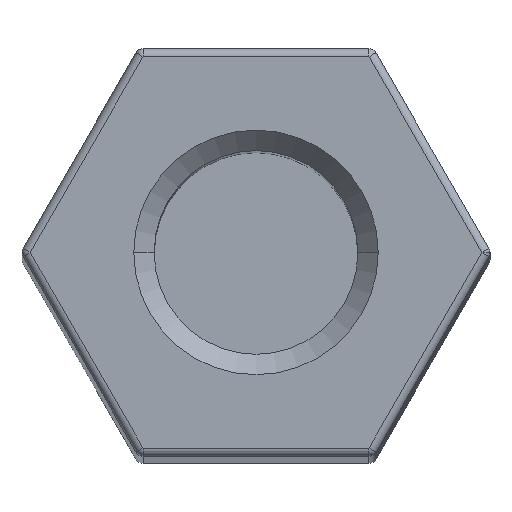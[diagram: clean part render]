
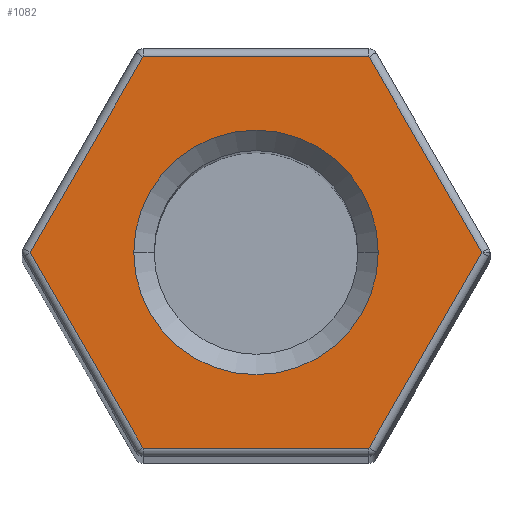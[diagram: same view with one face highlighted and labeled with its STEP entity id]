
A CAD part, top view. The second image highlights one B-rep face of the part: STEP entity #1082.
In plain terms, the highlighted planar face has unit normal (0, 0, 1).
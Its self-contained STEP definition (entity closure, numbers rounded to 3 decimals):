
#21 = CARTESIAN_POINT ( 'NONE',  ( -2.8, -0.05, 50. ) ) ;
#43 = ORIENTED_EDGE ( 'NONE', *, *, #275, .T. ) ;
#46 = CARTESIAN_POINT ( 'NONE',  ( -1.5, 0., 50. ) ) ;
#86 = VERTEX_POINT ( 'NONE', #636 ) ;
#87 = AXIS2_PLACEMENT_3D ( 'NONE', #627, #623, #562 ) ;
#90 = CIRCLE ( 'NONE', #87, 1.5 ) ;
#93 = CIRCLE ( 'NONE', #130, 1.5 ) ;
#115 = DIRECTION ( 'NONE',  ( 1., 0., 0. ) ) ;
#123 = VERTEX_POINT ( 'NONE', #474 ) ;
#129 = LINE ( 'NONE', #843, #660 ) ;
#130 = AXIS2_PLACEMENT_3D ( 'NONE', #544, #981, #1068 ) ;
#149 = EDGE_CURVE ( 'NONE', #86, #316, #93, .T. ) ;
#223 = DIRECTION ( 'NONE',  ( 0., 0., 1. ) ) ;
#228 = PLANE ( 'NONE',  #1307 ) ;
#236 = ORIENTED_EDGE ( 'NONE', *, *, #149, .T. ) ;
#261 = EDGE_LOOP ( 'NONE', ( #1354, #822, #43, #1150, #903, #990 ) ) ;
#267 = EDGE_CURVE ( 'NONE', #1269, #935, #472, .T. ) ;
#272 = EDGE_CURVE ( 'NONE', #935, #973, #964, .T. ) ;
#275 = EDGE_CURVE ( 'NONE', #973, #482, #690, .T. ) ;
#279 = EDGE_CURVE ( 'NONE', #482, #123, #129, .T. ) ;
#288 = EDGE_CURVE ( 'NONE', #123, #348, #395, .T. ) ;
#293 = EDGE_CURVE ( 'NONE', #348, #1269, #1154, .T. ) ;
#295 = EDGE_CURVE ( 'NONE', #316, #86, #90, .T. ) ;
#312 = DIRECTION ( 'NONE',  ( -1., 0., 0. ) ) ;
#316 = VERTEX_POINT ( 'NONE', #46 ) ;
#344 = CARTESIAN_POINT ( 'NONE',  ( 2.887, 0., 50. ) ) ;
#348 = VERTEX_POINT ( 'NONE', #380 ) ;
#353 = VECTOR ( 'NONE', #355, 1000. ) ;
#355 = DIRECTION ( 'NONE',  ( -0.5, 0.866, 0. ) ) ;
#380 = CARTESIAN_POINT ( 'NONE',  ( 2.771, 0., 50. ) ) ;
#395 = LINE ( 'NONE', #1142, #908 ) ;
#401 = FACE_BOUND ( 'NONE', #1168, .T. ) ;
#434 = VECTOR ( 'NONE', #726, 1000. ) ;
#472 = LINE ( 'NONE', #476, #936 ) ;
#474 = CARTESIAN_POINT ( 'NONE',  ( 1.386, -2.4, 50. ) ) ;
#476 = CARTESIAN_POINT ( 'NONE',  ( -1.443, 2.4, 50. ) ) ;
#482 = VERTEX_POINT ( 'NONE', #1332 ) ;
#544 = CARTESIAN_POINT ( 'NONE',  ( 0., 0., 50. ) ) ;
#562 = DIRECTION ( 'NONE',  ( 1., 0., 0. ) ) ;
#623 = DIRECTION ( 'NONE',  ( 0., 0., -1. ) ) ;
#627 = CARTESIAN_POINT ( 'NONE',  ( 0., 0., 50. ) ) ;
#636 = CARTESIAN_POINT ( 'NONE',  ( 1.5, 0., 50. ) ) ;
#637 = DIRECTION ( 'NONE',  ( 0.5, -0.866, 0. ) ) ;
#648 = CARTESIAN_POINT ( 'NONE',  ( -1.357, -2.45, 50. ) ) ;
#653 = CARTESIAN_POINT ( 'NONE',  ( 1.386, 2.4, 50. ) ) ;
#660 = VECTOR ( 'NONE', #767, 1000. ) ;
#690 = LINE ( 'NONE', #648, #1189 ) ;
#726 = DIRECTION ( 'NONE',  ( -0.5, -0.866, 0. ) ) ;
#764 = CARTESIAN_POINT ( 'NONE',  ( 1.357, 2.45, 50. ) ) ;
#767 = DIRECTION ( 'NONE',  ( 1., 0., 0. ) ) ;
#822 = ORIENTED_EDGE ( 'NONE', *, *, #272, .T. ) ;
#843 = CARTESIAN_POINT ( 'NONE',  ( 1.443, -2.4, 50. ) ) ;
#856 = FACE_OUTER_BOUND ( 'NONE', #261, .T. ) ;
#903 = ORIENTED_EDGE ( 'NONE', *, *, #288, .T. ) ;
#908 = VECTOR ( 'NONE', #1129, 1000. ) ;
#935 = VERTEX_POINT ( 'NONE', #1128 ) ;
#936 = VECTOR ( 'NONE', #312, 1000. ) ;
#964 = LINE ( 'NONE', #21, #434 ) ;
#973 = VERTEX_POINT ( 'NONE', #1261 ) ;
#981 = DIRECTION ( 'NONE',  ( 0., 0., -1. ) ) ;
#990 = ORIENTED_EDGE ( 'NONE', *, *, #293, .T. ) ;
#1068 = DIRECTION ( 'NONE',  ( 1., 0., 0. ) ) ;
#1082 = ADVANCED_FACE ( 'NONE', ( #856, #401 ), #228, .T. ) ;
#1128 = CARTESIAN_POINT ( 'NONE',  ( -1.386, 2.4, 50. ) ) ;
#1129 = DIRECTION ( 'NONE',  ( 0.5, 0.866, 0. ) ) ;
#1142 = CARTESIAN_POINT ( 'NONE',  ( 2.8, 0.05, 50. ) ) ;
#1150 = ORIENTED_EDGE ( 'NONE', *, *, #279, .T. ) ;
#1154 = LINE ( 'NONE', #764, #353 ) ;
#1168 = EDGE_LOOP ( 'NONE', ( #236, #1342 ) ) ;
#1189 = VECTOR ( 'NONE', #637, 1000. ) ;
#1261 = CARTESIAN_POINT ( 'NONE',  ( -2.771, 0., 50. ) ) ;
#1269 = VERTEX_POINT ( 'NONE', #653 ) ;
#1307 = AXIS2_PLACEMENT_3D ( 'NONE', #344, #223, #115 ) ;
#1332 = CARTESIAN_POINT ( 'NONE',  ( -1.386, -2.4, 50. ) ) ;
#1342 = ORIENTED_EDGE ( 'NONE', *, *, #295, .T. ) ;
#1354 = ORIENTED_EDGE ( 'NONE', *, *, #267, .T. ) ;
